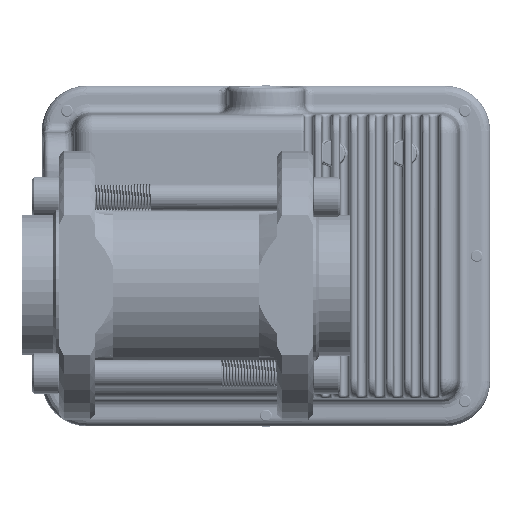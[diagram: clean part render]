
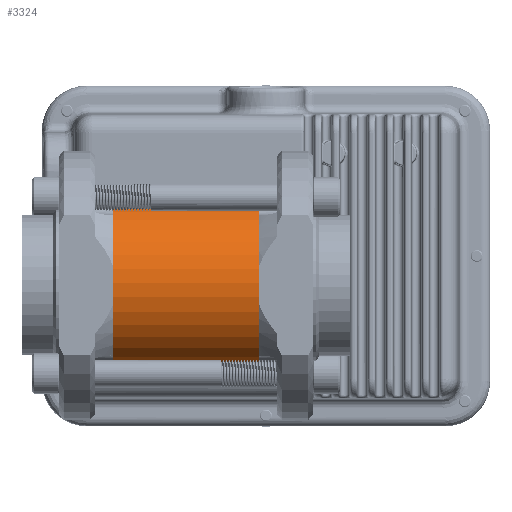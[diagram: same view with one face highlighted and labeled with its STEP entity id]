
A CAD part, front view. The second image highlights one B-rep face of the part: STEP entity #3324.
In plain terms, the highlighted cylindrical face has radius 29.985 mm (diameter 59.969 mm), a partial arc.
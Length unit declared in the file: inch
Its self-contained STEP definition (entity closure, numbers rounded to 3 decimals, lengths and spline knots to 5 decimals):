
#3324 = ADVANCED_FACE ( 'NONE', ( #158342 ), #50440, .T. ) ;
#11034 = DIRECTION ( 'NONE',  ( -1., 0., 0. ) ) ;
#14683 = VECTOR ( 'NONE', #127992, 39.37008 ) ;
#19704 = CARTESIAN_POINT ( 'NONE',  ( 1.125, 0., 1.1805 ) ) ;
#24133 = DIRECTION ( 'NONE',  ( 0., 0., 1. ) ) ;
#30383 = CARTESIAN_POINT ( 'NONE',  ( 1.125, -0.064, -1.17876 ) ) ;
#35574 = EDGE_CURVE ( 'NONE', #139890, #144200, #149654, .T. ) ;
#36027 = ORIENTED_EDGE ( 'NONE', *, *, #141153, .T. ) ;
#38404 = EDGE_LOOP ( 'NONE', ( #166814, #36027, #147079, #45386 ) ) ;
#45386 = ORIENTED_EDGE ( 'NONE', *, *, #70938, .T. ) ;
#49237 = LINE ( 'NONE', #167972, #14683 ) ;
#50440 = CYLINDRICAL_SURFACE ( 'NONE', #168379, 1.1805 ) ;
#59510 = DIRECTION ( 'NONE',  ( 1., 0., 0. ) ) ;
#70938 = EDGE_CURVE ( 'NONE', #138404, #144200, #49237, .T. ) ;
#75888 = CARTESIAN_POINT ( 'NONE',  ( 1.125, 0., 0. ) ) ;
#76981 = CARTESIAN_POINT ( 'NONE',  ( 1.125, 0., 0. ) ) ;
#90093 = DIRECTION ( 'NONE',  ( 0., 0., -1. ) ) ;
#98999 = AXIS2_PLACEMENT_3D ( 'NONE', #137411, #59510, #150526 ) ;
#100577 = EDGE_CURVE ( 'NONE', #155632, #138404, #107522, .T. ) ;
#104883 = CARTESIAN_POINT ( 'NONE',  ( 1.125, 0., 1.1805 ) ) ;
#106334 = VECTOR ( 'NONE', #163635, 39.37008 ) ;
#107522 = CIRCLE ( 'NONE', #98999, 1.1805 ) ;
#118496 = CARTESIAN_POINT ( 'NONE',  ( -1.125, 0., 1.1805 ) ) ;
#127992 = DIRECTION ( 'NONE',  ( 1., 0., 0. ) ) ;
#131634 = CARTESIAN_POINT ( 'NONE',  ( -1.125, -0.064, -1.17876 ) ) ;
#137411 = CARTESIAN_POINT ( 'NONE',  ( -1.125, 0., 0. ) ) ;
#138404 = VERTEX_POINT ( 'NONE', #131634 ) ;
#139890 = VERTEX_POINT ( 'NONE', #104883 ) ;
#140866 = LINE ( 'NONE', #19704, #106334 ) ;
#141153 = EDGE_CURVE ( 'NONE', #139890, #155632, #140866, .T. ) ;
#144200 = VERTEX_POINT ( 'NONE', #30383 ) ;
#147079 = ORIENTED_EDGE ( 'NONE', *, *, #100577, .T. ) ;
#149654 = CIRCLE ( 'NONE', #168056, 1.1805 ) ;
#150526 = DIRECTION ( 'NONE',  ( 0., 0., -1. ) ) ;
#155632 = VERTEX_POINT ( 'NONE', #118496 ) ;
#158342 = FACE_OUTER_BOUND ( 'NONE', #38404, .T. ) ;
#163635 = DIRECTION ( 'NONE',  ( -1., 0., 0. ) ) ;
#166814 = ORIENTED_EDGE ( 'NONE', *, *, #35574, .F. ) ;
#167972 = CARTESIAN_POINT ( 'NONE',  ( 1.125, -0.064, -1.17876 ) ) ;
#168032 = DIRECTION ( 'NONE',  ( 1., 0., 0. ) ) ;
#168056 = AXIS2_PLACEMENT_3D ( 'NONE', #76981, #168032, #90093 ) ;
#168379 = AXIS2_PLACEMENT_3D ( 'NONE', #75888, #11034, #24133 ) ;
